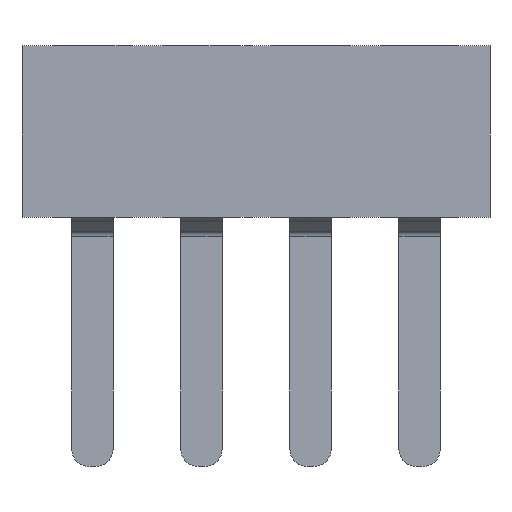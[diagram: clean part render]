
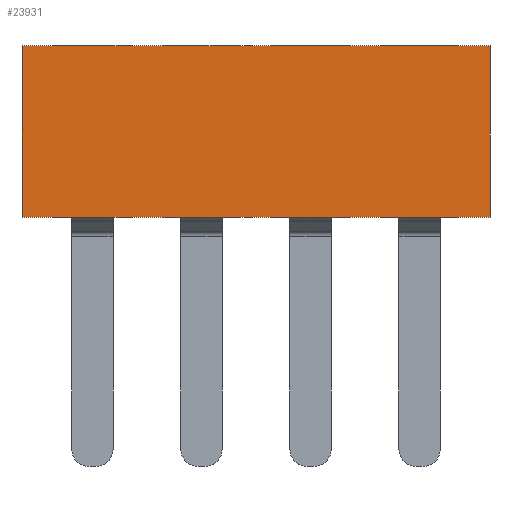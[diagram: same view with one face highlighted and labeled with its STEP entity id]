
A CAD part, left-side view. The second image highlights one B-rep face of the part: STEP entity #23931.
In plain terms, the highlighted face is planar.
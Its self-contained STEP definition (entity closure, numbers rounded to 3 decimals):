
#23668 = EDGE_CURVE('',#23669,#23671,#23673,.T.);
#23669 = VERTEX_POINT('',#23670);
#23670 = CARTESIAN_POINT('',(1.1,-0.82,0.));
#23671 = VERTEX_POINT('',#23672);
#23672 = CARTESIAN_POINT('',(1.1,-0.82,2.));
#23673 = SURFACE_CURVE('',#23674,(#23678,#23690),.PCURVE_S1.);
#23674 = LINE('',#23675,#23676);
#23675 = CARTESIAN_POINT('',(1.1,-0.82,0.));
#23676 = VECTOR('',#23677,1.);
#23677 = DIRECTION('',(0.,0.,1.));
#23678 = PCURVE('',#23679,#23684);
#23679 = PLANE('',#23680);
#23680 = AXIS2_PLACEMENT_3D('',#23681,#23682,#23683);
#23681 = CARTESIAN_POINT('',(1.1,-0.82,0.));
#23682 = DIRECTION('',(0.,-1.,0.));
#23683 = DIRECTION('',(-1.,0.,0.));
#23684 = DEFINITIONAL_REPRESENTATION('',(#23685),#23689);
#23685 = LINE('',#23686,#23687);
#23686 = CARTESIAN_POINT('',(0.,0.));
#23687 = VECTOR('',#23688,1.);
#23688 = DIRECTION('',(0.,-1.));
#23689 = ( GEOMETRIC_REPRESENTATION_CONTEXT(2) 
PARAMETRIC_REPRESENTATION_CONTEXT() REPRESENTATION_CONTEXT('2D SPACE',''
  ) );
#23690 = PCURVE('',#23691,#23696);
#23691 = PLANE('',#23692);
#23692 = AXIS2_PLACEMENT_3D('',#23693,#23694,#23695);
#23693 = CARTESIAN_POINT('',(1.1,4.63,0.));
#23694 = DIRECTION('',(1.,0.,0.));
#23695 = DIRECTION('',(0.,0.,1.));
#23696 = DEFINITIONAL_REPRESENTATION('',(#23697),#23701);
#23697 = LINE('',#23698,#23699);
#23698 = CARTESIAN_POINT('',(0.,5.45));
#23699 = VECTOR('',#23700,1.);
#23700 = DIRECTION('',(1.,0.));
#23701 = ( GEOMETRIC_REPRESENTATION_CONTEXT(2) 
PARAMETRIC_REPRESENTATION_CONTEXT() REPRESENTATION_CONTEXT('2D SPACE',''
  ) );
#23719 = PLANE('',#23720);
#23720 = AXIS2_PLACEMENT_3D('',#23721,#23722,#23723);
#23721 = CARTESIAN_POINT('',(-1.1,4.63,2.));
#23722 = DIRECTION('',(0.,0.,1.));
#23723 = DIRECTION('',(1.,0.,0.));
#23773 = PLANE('',#23774);
#23774 = AXIS2_PLACEMENT_3D('',#23775,#23776,#23777);
#23775 = CARTESIAN_POINT('',(-1.1,4.63,0.));
#23776 = DIRECTION('',(0.,0.,1.));
#23777 = DIRECTION('',(1.,0.,0.));
#23849 = PLANE('',#23850);
#23850 = AXIS2_PLACEMENT_3D('',#23851,#23852,#23853);
#23851 = CARTESIAN_POINT('',(-1.1,4.63,0.));
#23852 = DIRECTION('',(0.,1.,0.));
#23853 = DIRECTION('',(1.,0.,0.));
#23866 = VERTEX_POINT('',#23867);
#23867 = CARTESIAN_POINT('',(1.1,4.63,2.));
#23888 = EDGE_CURVE('',#23889,#23866,#23891,.T.);
#23889 = VERTEX_POINT('',#23890);
#23890 = CARTESIAN_POINT('',(1.1,4.63,0.));
#23891 = SURFACE_CURVE('',#23892,(#23896,#23903),.PCURVE_S1.);
#23892 = LINE('',#23893,#23894);
#23893 = CARTESIAN_POINT('',(1.1,4.63,0.));
#23894 = VECTOR('',#23895,1.);
#23895 = DIRECTION('',(0.,0.,1.));
#23896 = PCURVE('',#23849,#23897);
#23897 = DEFINITIONAL_REPRESENTATION('',(#23898),#23902);
#23898 = LINE('',#23899,#23900);
#23899 = CARTESIAN_POINT('',(2.2,0.));
#23900 = VECTOR('',#23901,1.);
#23901 = DIRECTION('',(0.,-1.));
#23902 = ( GEOMETRIC_REPRESENTATION_CONTEXT(2) 
PARAMETRIC_REPRESENTATION_CONTEXT() REPRESENTATION_CONTEXT('2D SPACE',''
  ) );
#23903 = PCURVE('',#23691,#23904);
#23904 = DEFINITIONAL_REPRESENTATION('',(#23905),#23909);
#23905 = LINE('',#23906,#23907);
#23906 = CARTESIAN_POINT('',(0.,0.));
#23907 = VECTOR('',#23908,1.);
#23908 = DIRECTION('',(1.,0.));
#23909 = ( GEOMETRIC_REPRESENTATION_CONTEXT(2) 
PARAMETRIC_REPRESENTATION_CONTEXT() REPRESENTATION_CONTEXT('2D SPACE',''
  ) );
#23931 = ADVANCED_FACE('',(#23932),#23691,.T.);
#23932 = FACE_BOUND('',#23933,.T.);
#23933 = EDGE_LOOP('',(#23934,#23935,#23956,#23957));
#23934 = ORIENTED_EDGE('',*,*,#23888,.T.);
#23935 = ORIENTED_EDGE('',*,*,#23936,.T.);
#23936 = EDGE_CURVE('',#23866,#23671,#23937,.T.);
#23937 = SURFACE_CURVE('',#23938,(#23942,#23949),.PCURVE_S1.);
#23938 = LINE('',#23939,#23940);
#23939 = CARTESIAN_POINT('',(1.1,4.63,2.));
#23940 = VECTOR('',#23941,1.);
#23941 = DIRECTION('',(0.,-1.,0.));
#23942 = PCURVE('',#23691,#23943);
#23943 = DEFINITIONAL_REPRESENTATION('',(#23944),#23948);
#23944 = LINE('',#23945,#23946);
#23945 = CARTESIAN_POINT('',(2.,0.));
#23946 = VECTOR('',#23947,1.);
#23947 = DIRECTION('',(0.,1.));
#23948 = ( GEOMETRIC_REPRESENTATION_CONTEXT(2) 
PARAMETRIC_REPRESENTATION_CONTEXT() REPRESENTATION_CONTEXT('2D SPACE',''
  ) );
#23949 = PCURVE('',#23719,#23950);
#23950 = DEFINITIONAL_REPRESENTATION('',(#23951),#23955);
#23951 = LINE('',#23952,#23953);
#23952 = CARTESIAN_POINT('',(2.2,0.));
#23953 = VECTOR('',#23954,1.);
#23954 = DIRECTION('',(0.,-1.));
#23955 = ( GEOMETRIC_REPRESENTATION_CONTEXT(2) 
PARAMETRIC_REPRESENTATION_CONTEXT() REPRESENTATION_CONTEXT('2D SPACE',''
  ) );
#23956 = ORIENTED_EDGE('',*,*,#23668,.F.);
#23957 = ORIENTED_EDGE('',*,*,#23958,.F.);
#23958 = EDGE_CURVE('',#23889,#23669,#23959,.T.);
#23959 = SURFACE_CURVE('',#23960,(#23964,#23971),.PCURVE_S1.);
#23960 = LINE('',#23961,#23962);
#23961 = CARTESIAN_POINT('',(1.1,0.82,0.));
#23962 = VECTOR('',#23963,1.);
#23963 = DIRECTION('',(0.,-1.,0.));
#23964 = PCURVE('',#23691,#23965);
#23965 = DEFINITIONAL_REPRESENTATION('',(#23966),#23970);
#23966 = LINE('',#23967,#23968);
#23967 = CARTESIAN_POINT('',(0.,3.81));
#23968 = VECTOR('',#23969,1.);
#23969 = DIRECTION('',(0.,1.));
#23970 = ( GEOMETRIC_REPRESENTATION_CONTEXT(2) 
PARAMETRIC_REPRESENTATION_CONTEXT() REPRESENTATION_CONTEXT('2D SPACE',''
  ) );
#23971 = PCURVE('',#23773,#23972);
#23972 = DEFINITIONAL_REPRESENTATION('',(#23973),#23977);
#23973 = LINE('',#23974,#23975);
#23974 = CARTESIAN_POINT('',(2.2,-3.81));
#23975 = VECTOR('',#23976,1.);
#23976 = DIRECTION('',(0.,-1.));
#23977 = ( GEOMETRIC_REPRESENTATION_CONTEXT(2) 
PARAMETRIC_REPRESENTATION_CONTEXT() REPRESENTATION_CONTEXT('2D SPACE',''
  ) );
